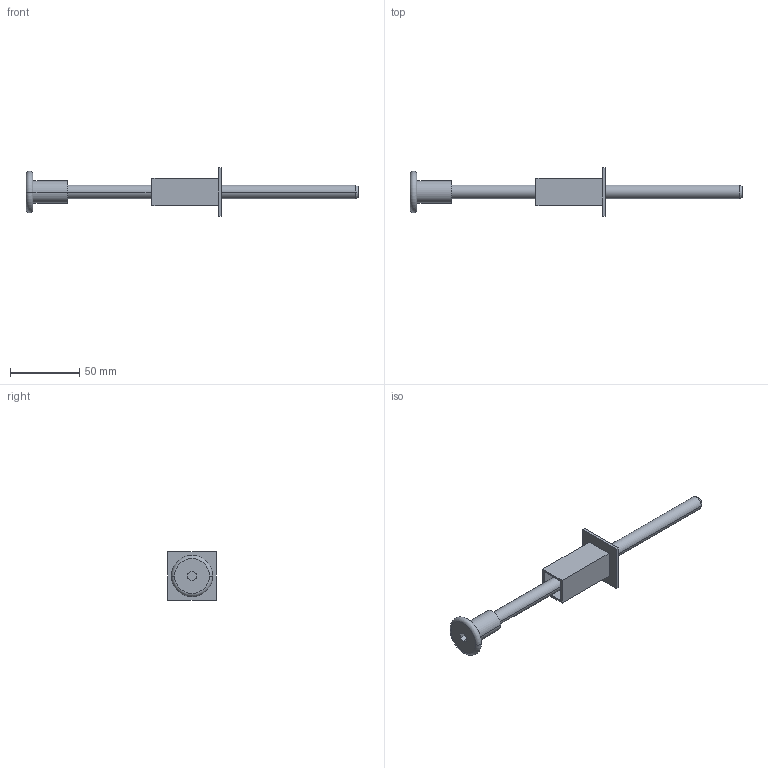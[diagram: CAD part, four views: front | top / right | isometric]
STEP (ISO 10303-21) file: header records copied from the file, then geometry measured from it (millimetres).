
FILE_DESCRIPTION (( 'STEP AP203' ), '1' );
FILE_NAME ('3D_GB3072_Flach_188706800.STEP', '2024-10-17T11:44:09', ( '' ), ( '' ), 'SwSTEP 2.0', 'SolidWorks 2024', '' );
FILE_SCHEMA (( 'CONFIG_CONTROL_DESIGN' ));
Length unit declared in the file: millimetre
Products named in the file (1): 3D_GB3072_Flach_188706800
Bounding box: 240.08 x 35 x 35 mm (x, y, z)
Volume: 32280.4 mm3; surface area: 19307.6 mm2
Topology: 2 solids, 2 shells, 37 faces, 82 edges, 54 vertices
Faces by surface type: plane 27, cylinder 6, cone 2, torus 2
Entity records: 1099 total; most frequent: DIRECTION 178, CARTESIAN_POINT 174, ORIENTED_EDGE 164, EDGE_CURVE 82, VECTOR 62, LINE 62, AXIS2_PLACEMENT_3D 58, VERTEX_POINT 54
